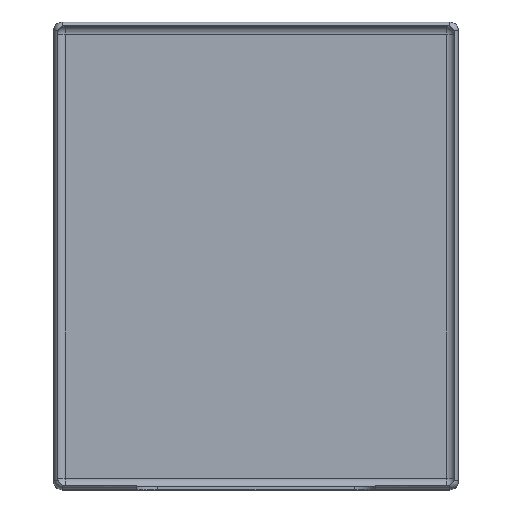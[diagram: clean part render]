
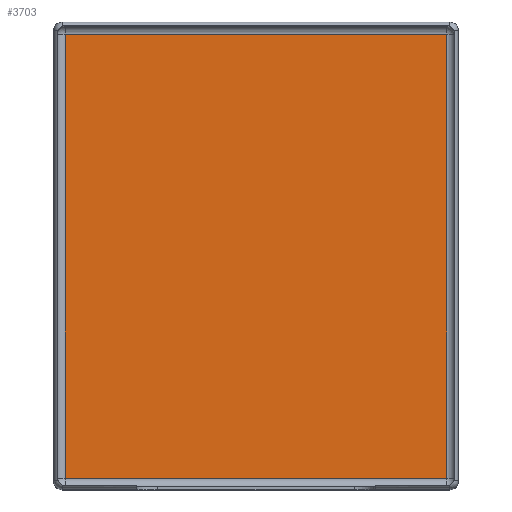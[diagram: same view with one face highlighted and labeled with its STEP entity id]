
A CAD part, top view. The second image highlights one B-rep face of the part: STEP entity #3703.
In plain terms, the highlighted planar face has unit normal (0, 0, 1).
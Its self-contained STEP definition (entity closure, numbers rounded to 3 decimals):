
#2512 = CYLINDRICAL_SURFACE('',#2513,2.);
#2513 = AXIS2_PLACEMENT_3D('',#2514,#2515,#2516);
#2514 = CARTESIAN_POINT('',(-45.5,-55.,-46.7));
#2515 = DIRECTION('',(0.,1.,0.));
#2516 = DIRECTION('',(-1.,0.,0.));
#2951 = CYLINDRICAL_SURFACE('',#2952,2.);
#2952 = AXIS2_PLACEMENT_3D('',#2953,#2954,#2955);
#2953 = CARTESIAN_POINT('',(-47.5,-53.,-46.7));
#2954 = DIRECTION('',(1.,0.,0.));
#2955 = DIRECTION('',(0.,-1.,0.));
#3210 = VERTEX_POINT('',#3211);
#3211 = CARTESIAN_POINT('',(-45.5,53.,-48.7));
#3245 = CYLINDRICAL_SURFACE('',#3246,2.);
#3246 = AXIS2_PLACEMENT_3D('',#3247,#3248,#3249);
#3247 = CARTESIAN_POINT('',(-47.5,53.,-46.7));
#3248 = DIRECTION('',(1.,0.,0.));
#3249 = DIRECTION('',(-0.,1.,0.));
#3310 = VERTEX_POINT('',#3311);
#3311 = CARTESIAN_POINT('',(-45.5,-53.,-48.7));
#3331 = EDGE_CURVE('',#3310,#3210,#3332,.T.);
#3332 = SURFACE_CURVE('',#3333,(#3337,#3344),.PCURVE_S1.);
#3333 = LINE('',#3334,#3335);
#3334 = CARTESIAN_POINT('',(-45.5,-55.,-48.7));
#3335 = VECTOR('',#3336,1.);
#3336 = DIRECTION('',(0.,1.,0.));
#3337 = PCURVE('',#2512,#3338);
#3338 = DEFINITIONAL_REPRESENTATION('',(#3339),#3343);
#3339 = LINE('',#3340,#3341);
#3340 = CARTESIAN_POINT('',(-1.571,0.));
#3341 = VECTOR('',#3342,1.);
#3342 = DIRECTION('',(-0.,1.));
#3343 = ( GEOMETRIC_REPRESENTATION_CONTEXT(2) 
PARAMETRIC_REPRESENTATION_CONTEXT() REPRESENTATION_CONTEXT('2D SPACE',''
  ) );
#3344 = PCURVE('',#3345,#3350);
#3345 = PLANE('',#3346);
#3346 = AXIS2_PLACEMENT_3D('',#3347,#3348,#3349);
#3347 = CARTESIAN_POINT('',(-47.5,-55.,-48.7));
#3348 = DIRECTION('',(0.,0.,1.));
#3349 = DIRECTION('',(1.,0.,0.));
#3350 = DEFINITIONAL_REPRESENTATION('',(#3351),#3355);
#3351 = LINE('',#3352,#3353);
#3352 = CARTESIAN_POINT('',(2.,0.));
#3353 = VECTOR('',#3354,1.);
#3354 = DIRECTION('',(0.,1.));
#3355 = ( GEOMETRIC_REPRESENTATION_CONTEXT(2) 
PARAMETRIC_REPRESENTATION_CONTEXT() REPRESENTATION_CONTEXT('2D SPACE',''
  ) );
#3502 = EDGE_CURVE('',#3310,#3503,#3505,.T.);
#3503 = VERTEX_POINT('',#3504);
#3504 = CARTESIAN_POINT('',(45.5,-53.,-48.7));
#3505 = SURFACE_CURVE('',#3506,(#3510,#3517),.PCURVE_S1.);
#3506 = LINE('',#3507,#3508);
#3507 = CARTESIAN_POINT('',(-47.5,-53.,-48.7));
#3508 = VECTOR('',#3509,1.);
#3509 = DIRECTION('',(1.,0.,0.));
#3510 = PCURVE('',#2951,#3511);
#3511 = DEFINITIONAL_REPRESENTATION('',(#3512),#3516);
#3512 = LINE('',#3513,#3514);
#3513 = CARTESIAN_POINT('',(1.571,0.));
#3514 = VECTOR('',#3515,1.);
#3515 = DIRECTION('',(0.,1.));
#3516 = ( GEOMETRIC_REPRESENTATION_CONTEXT(2) 
PARAMETRIC_REPRESENTATION_CONTEXT() REPRESENTATION_CONTEXT('2D SPACE',''
  ) );
#3517 = PCURVE('',#3345,#3518);
#3518 = DEFINITIONAL_REPRESENTATION('',(#3519),#3523);
#3519 = LINE('',#3520,#3521);
#3520 = CARTESIAN_POINT('',(0.,2.));
#3521 = VECTOR('',#3522,1.);
#3522 = DIRECTION('',(1.,0.));
#3523 = ( GEOMETRIC_REPRESENTATION_CONTEXT(2) 
PARAMETRIC_REPRESENTATION_CONTEXT() REPRESENTATION_CONTEXT('2D SPACE',''
  ) );
#3660 = EDGE_CURVE('',#3210,#3661,#3663,.T.);
#3661 = VERTEX_POINT('',#3662);
#3662 = CARTESIAN_POINT('',(45.5,53.,-48.7));
#3663 = SURFACE_CURVE('',#3664,(#3668,#3675),.PCURVE_S1.);
#3664 = LINE('',#3665,#3666);
#3665 = CARTESIAN_POINT('',(-47.5,53.,-48.7));
#3666 = VECTOR('',#3667,1.);
#3667 = DIRECTION('',(1.,0.,0.));
#3668 = PCURVE('',#3245,#3669);
#3669 = DEFINITIONAL_REPRESENTATION('',(#3670),#3674);
#3670 = LINE('',#3671,#3672);
#3671 = CARTESIAN_POINT('',(-1.571,0.));
#3672 = VECTOR('',#3673,1.);
#3673 = DIRECTION('',(-0.,1.));
#3674 = ( GEOMETRIC_REPRESENTATION_CONTEXT(2) 
PARAMETRIC_REPRESENTATION_CONTEXT() REPRESENTATION_CONTEXT('2D SPACE',''
  ) );
#3675 = PCURVE('',#3345,#3676);
#3676 = DEFINITIONAL_REPRESENTATION('',(#3677),#3681);
#3677 = LINE('',#3678,#3679);
#3678 = CARTESIAN_POINT('',(0.,108.));
#3679 = VECTOR('',#3680,1.);
#3680 = DIRECTION('',(1.,0.));
#3681 = ( GEOMETRIC_REPRESENTATION_CONTEXT(2) 
PARAMETRIC_REPRESENTATION_CONTEXT() REPRESENTATION_CONTEXT('2D SPACE',''
  ) );
#3703 = ADVANCED_FACE('',(#3704),#3345,.T.);
#3704 = FACE_BOUND('',#3705,.T.);
#3705 = EDGE_LOOP('',(#3706,#3707,#3708,#3734));
#3706 = ORIENTED_EDGE('',*,*,#3331,.F.);
#3707 = ORIENTED_EDGE('',*,*,#3502,.T.);
#3708 = ORIENTED_EDGE('',*,*,#3709,.T.);
#3709 = EDGE_CURVE('',#3503,#3661,#3710,.T.);
#3710 = SURFACE_CURVE('',#3711,(#3715,#3722),.PCURVE_S1.);
#3711 = LINE('',#3712,#3713);
#3712 = CARTESIAN_POINT('',(45.5,-55.,-48.7));
#3713 = VECTOR('',#3714,1.);
#3714 = DIRECTION('',(0.,1.,0.));
#3715 = PCURVE('',#3345,#3716);
#3716 = DEFINITIONAL_REPRESENTATION('',(#3717),#3721);
#3717 = LINE('',#3718,#3719);
#3718 = CARTESIAN_POINT('',(93.,0.));
#3719 = VECTOR('',#3720,1.);
#3720 = DIRECTION('',(0.,1.));
#3721 = ( GEOMETRIC_REPRESENTATION_CONTEXT(2) 
PARAMETRIC_REPRESENTATION_CONTEXT() REPRESENTATION_CONTEXT('2D SPACE',''
  ) );
#3722 = PCURVE('',#3723,#3728);
#3723 = CYLINDRICAL_SURFACE('',#3724,2.);
#3724 = AXIS2_PLACEMENT_3D('',#3725,#3726,#3727);
#3725 = CARTESIAN_POINT('',(45.5,-55.,-46.7));
#3726 = DIRECTION('',(0.,1.,0.));
#3727 = DIRECTION('',(1.,0.,-0.));
#3728 = DEFINITIONAL_REPRESENTATION('',(#3729),#3733);
#3729 = LINE('',#3730,#3731);
#3730 = CARTESIAN_POINT('',(1.571,0.));
#3731 = VECTOR('',#3732,1.);
#3732 = DIRECTION('',(0.,1.));
#3733 = ( GEOMETRIC_REPRESENTATION_CONTEXT(2) 
PARAMETRIC_REPRESENTATION_CONTEXT() REPRESENTATION_CONTEXT('2D SPACE',''
  ) );
#3734 = ORIENTED_EDGE('',*,*,#3660,.F.);
